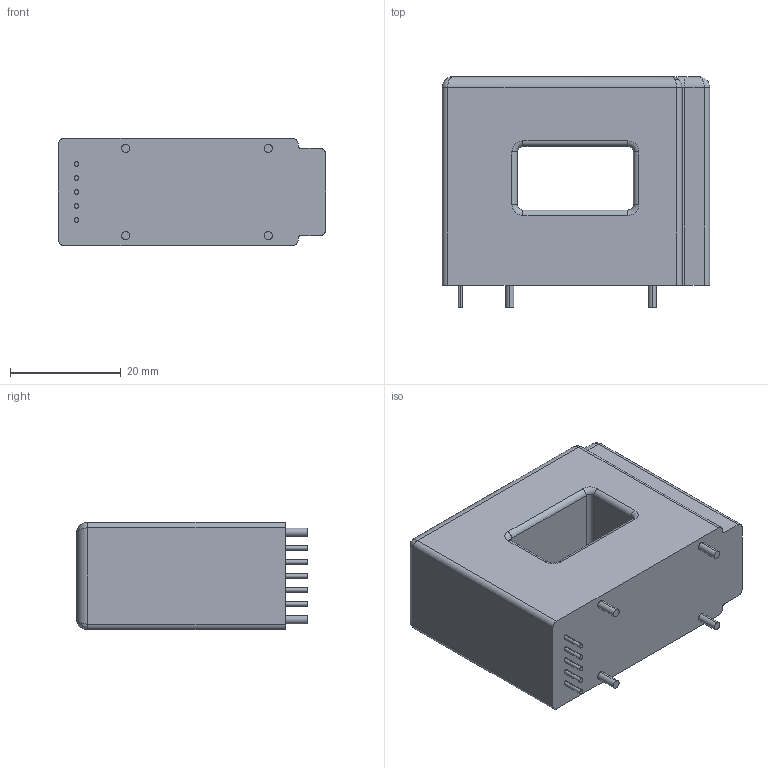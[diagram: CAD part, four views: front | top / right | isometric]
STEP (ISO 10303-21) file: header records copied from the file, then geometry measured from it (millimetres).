
FILE_DESCRIPTION (( 'STEP AP214' ), '1' );
FILE_NAME ('LZSR 80-P.STEP', '2025-02-18T20:04:14', ( '' ), ( '' ), 'SwSTEP 2.0', 'SolidWorks 2024', '' );
FILE_SCHEMA (( 'AUTOMOTIVE_DESIGN' ));
Length unit declared in the file: millimetre
Products named in the file (1): LZSR 80-P
Bounding box: 48.4 x 41.75 x 19.4 mm (x, y, z)
Volume: 29946.6 mm3; surface area: 7575.8 mm2
Topology: 10 solids, 10 shells, 104 faces, 215 edges, 126 vertices
Faces by surface type: cylinder 46, plane 40, torus 10, bspline 8
Entity records: 3027 total; most frequent: CARTESIAN_POINT 750, DIRECTION 479, ORIENTED_EDGE 418, EDGE_CURVE 209, AXIS2_PLACEMENT_3D 189, VERTEX_POINT 126, EDGE_LOOP 107, FACE_OUTER_BOUND 104
